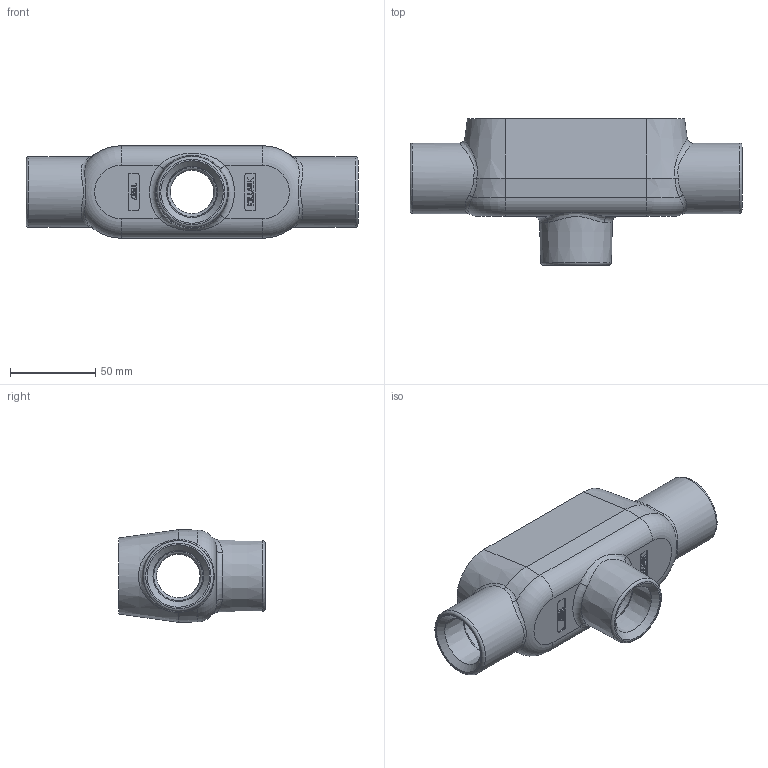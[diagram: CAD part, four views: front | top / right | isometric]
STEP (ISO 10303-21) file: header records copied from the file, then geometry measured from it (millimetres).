
FILE_DESCRIPTION(/* description */ (''),/* implementation_level */ '2;1');
FILE_NAME(/* name */ 'KIL_TB37.stp',/* time_stamp */ '2019-02-20T21:46:55+05:00',/* author */ ('avenkatesan'),/* organization */ (''),/* preprocessor_version */ 'ST-DEVELOPER v17',/* originating_system */ 'Autodesk Inventor 2018',/* authorisation */ '');
FILE_SCHEMA (('AUTOMOTIVE_DESIGN { 1 0 10303 214 3 1 1 }'));
Length unit declared in the file: inch
Products named in the file (1): 17675-2
Bounding box: 194.32 x 85.85 x 54.27 mm (x, y, z)
Volume: 151761.4 mm3; surface area: 64634 mm2
Topology: 1 solids, 1 shells, 900 faces, 2466 edges, 1635 vertices
Faces by surface type: plane 544, bspline 259, cylinder 43, cone 34, torus 20
Full cylindrical faces by diameter (mm): 1.181 x1, 1.41 x1, 10.35 x1, 12.7 x1, 33.553 x3, 34.528 x2, 41.275 x2
Entity records: 31833 total; most frequent: CARTESIAN_POINT 9697, ORIENTED_EDGE 4932, DIRECTION 3403, EDGE_CURVE 2466, LINE 1685, VECTOR 1685, VERTEX_POINT 1635, EDGE_LOOP 973
